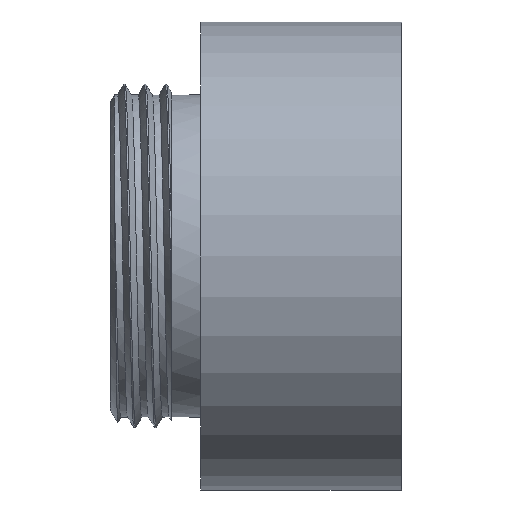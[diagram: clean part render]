
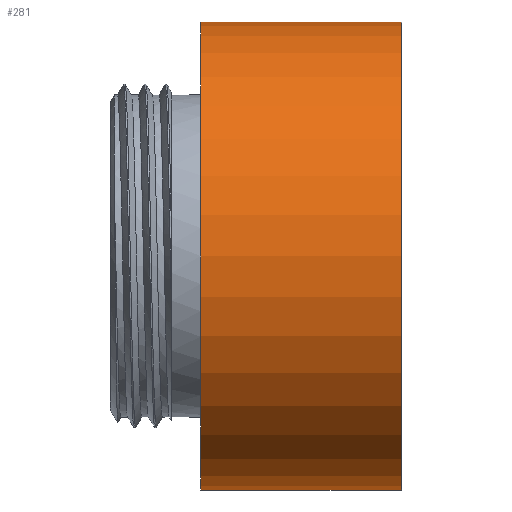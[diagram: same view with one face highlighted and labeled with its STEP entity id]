
A CAD part, front view. The second image highlights one B-rep face of the part: STEP entity #281.
In plain terms, the highlighted cylindrical face has radius 16.885 mm (diameter 33.77 mm), a full revolution.
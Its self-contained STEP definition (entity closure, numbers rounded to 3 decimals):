
#18=CYLINDRICAL_SURFACE('',#321,16.885);
#37=FACE_BOUND('',#82,.T.);
#55=FACE_OUTER_BOUND('',#81,.T.);
#81=EDGE_LOOP('',(#236));
#82=EDGE_LOOP('',(#237));
#126=CIRCLE('',#318,16.885);
#128=CIRCLE('',#322,16.885);
#153=VERTEX_POINT('',#1680);
#155=VERTEX_POINT('',#1686);
#186=EDGE_CURVE('',#153,#153,#126,.T.);
#188=EDGE_CURVE('',#155,#155,#128,.T.);
#236=ORIENTED_EDGE('',*,*,#188,.T.);
#237=ORIENTED_EDGE('',*,*,#186,.F.);
#281=ADVANCED_FACE('',(#55,#37),#18,.T.);
#318=AXIS2_PLACEMENT_3D('',#1681,#376,#377);
#321=AXIS2_PLACEMENT_3D('',#1685,#382,#383);
#322=AXIS2_PLACEMENT_3D('',#1687,#384,#385);
#376=DIRECTION('center_axis',(1.,0.,0.));
#377=DIRECTION('ref_axis',(0.,-1.,0.));
#382=DIRECTION('center_axis',(1.,0.,0.));
#383=DIRECTION('ref_axis',(0.,1.,0.));
#384=DIRECTION('center_axis',(1.,0.,0.));
#385=DIRECTION('ref_axis',(0.,0.,-1.));
#1680=CARTESIAN_POINT('',(-0.02,16.885,0.));
#1681=CARTESIAN_POINT('Origin',(-0.02,0.,0.));
#1685=CARTESIAN_POINT('Origin',(-7.25,0.,0.));
#1686=CARTESIAN_POINT('',(-14.5,16.885,0.));
#1687=CARTESIAN_POINT('Origin',(-14.5,0.,0.));
